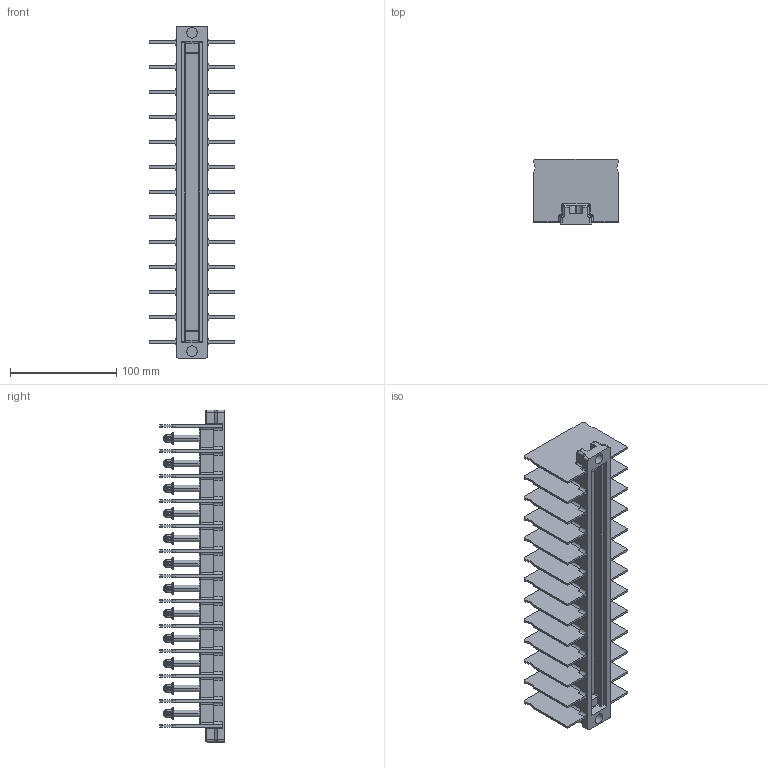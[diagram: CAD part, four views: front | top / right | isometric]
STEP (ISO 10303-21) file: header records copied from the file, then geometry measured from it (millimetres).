
FILE_DESCRIPTION((''),'2;1');
FILE_NAME('32426122001','2019-09-24T',('presta_be4'),(''),'PRO/ENGINEER BY PARAMETRIC TECHNOLOGY CORPORATION, 2014310','PRO/ENGINEER BY PARAMETRIC TECHNOLOGY CORPORATION, 2014310','');
FILE_SCHEMA(('CONFIG_CONTROL_DESIGN'));
Length unit declared in the file: millimetre
Products named in the file (1): 32426122001
Bounding box: 80 x 60.8 x 312.2 mm (x, y, z)
Volume: 258051.9 mm3; surface area: 162423 mm2
Topology: 1 solids, 1 shells, 1187 faces, 3254 edges, 2120 vertices
Faces by surface type: plane 551, cylinder 448, cone 120, torus 36, bspline 32
Entity records: 42832 total; most frequent: CARTESIAN_POINT 13387, ORIENTED_EDGE 6508, DIRECTION 5786, EDGE_CURVE 3254, AXIS2_PLACEMENT_3D 2127, VERTEX_POINT 2120, VECTOR 1532, LINE 1532
